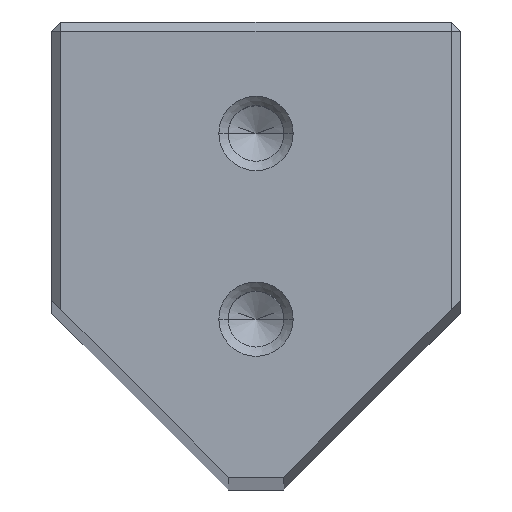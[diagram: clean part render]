
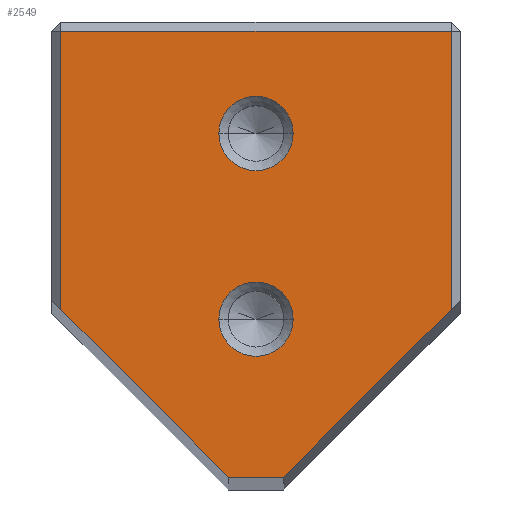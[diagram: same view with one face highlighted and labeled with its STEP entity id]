
A CAD part, top view. The second image highlights one B-rep face of the part: STEP entity #2549.
In plain terms, the highlighted planar face has unit normal (0, 0, 1).
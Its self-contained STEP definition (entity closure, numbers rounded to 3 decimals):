
#2549=ADVANCED_FACE('',(#3409,#3410,#3411),#2886,.T.);
#2886=PLANE('',#8826);
#3117=CIRCLE('',#8737,2.);
#3119=CIRCLE('',#8740,2.);
#3172=CIRCLE('',#8824,2.);
#3173=CIRCLE('',#8825,2.);
#3409=FACE_BOUND('',#3509,.T.);
#3410=FACE_BOUND('',#3510,.T.);
#3411=FACE_BOUND('',#3511,.T.);
#3509=EDGE_LOOP('',(#4277,#4278));
#3510=EDGE_LOOP('',(#4279,#4280));
#3511=EDGE_LOOP('',(#4281,#4282,#4283,#4284,#4285,#4286));
#4277=ORIENTED_EDGE('',*,*,#6651,.T.);
#4278=ORIENTED_EDGE('',*,*,#6768,.T.);
#4279=ORIENTED_EDGE('',*,*,#6647,.T.);
#4280=ORIENTED_EDGE('',*,*,#6769,.T.);
#4281=ORIENTED_EDGE('',*,*,#6749,.T.);
#4282=ORIENTED_EDGE('',*,*,#6770,.T.);
#4283=ORIENTED_EDGE('',*,*,#6771,.T.);
#4284=ORIENTED_EDGE('',*,*,#6772,.T.);
#4285=ORIENTED_EDGE('',*,*,#6755,.T.);
#4286=ORIENTED_EDGE('',*,*,#6751,.T.);
#6015=VERTEX_POINT('',#11262);
#6016=VERTEX_POINT('',#11264);
#6019=VERTEX_POINT('',#11271);
#6020=VERTEX_POINT('',#11273);
#6089=VERTEX_POINT('',#11465);
#6090=VERTEX_POINT('',#11467);
#6091=VERTEX_POINT('',#11471);
#6094=VERTEX_POINT('',#11479);
#6101=VERTEX_POINT('',#11504);
#6102=VERTEX_POINT('',#11506);
#6647=EDGE_CURVE('',#6016,#6015,#3117,.T.);
#6651=EDGE_CURVE('',#6020,#6019,#3119,.T.);
#6749=EDGE_CURVE('',#6090,#6089,#7561,.T.);
#6751=EDGE_CURVE('',#6091,#6090,#7563,.T.);
#6755=EDGE_CURVE('',#6094,#6091,#7567,.T.);
#6768=EDGE_CURVE('',#6019,#6020,#3172,.T.);
#6769=EDGE_CURVE('',#6015,#6016,#3173,.T.);
#6770=EDGE_CURVE('',#6089,#6101,#7576,.T.);
#6771=EDGE_CURVE('',#6101,#6102,#7577,.T.);
#6772=EDGE_CURVE('',#6102,#6094,#7578,.T.);
#7561=LINE('',#11466,#8247);
#7563=LINE('',#11470,#8249);
#7567=LINE('',#11478,#8253);
#7576=LINE('',#11503,#8262);
#7577=LINE('',#11505,#8263);
#7578=LINE('',#11507,#8264);
#8247=VECTOR('',#9503,1.);
#8249=VECTOR('',#9507,1.);
#8253=VECTOR('',#9513,1.);
#8262=VECTOR('',#9540,1.);
#8263=VECTOR('',#9541,1.);
#8264=VECTOR('',#9542,1.);
#8737=AXIS2_PLACEMENT_3D('',#11263,#9296,#9297);
#8740=AXIS2_PLACEMENT_3D('',#11272,#9304,#9305);
#8824=AXIS2_PLACEMENT_3D('',#11501,#9536,#9537);
#8825=AXIS2_PLACEMENT_3D('',#11502,#9538,#9539);
#8826=AXIS2_PLACEMENT_3D('',#11508,#9543,#9544);
#9296=DIRECTION('',(0.,0.,-1.));
#9297=DIRECTION('',(1.,0.,0.));
#9304=DIRECTION('',(0.,0.,-1.));
#9305=DIRECTION('',(1.,0.,0.));
#9503=DIRECTION('',(0.707,0.707,0.));
#9507=DIRECTION('',(1.,0.,0.));
#9513=DIRECTION('',(0.707,-0.707,0.));
#9536=DIRECTION('',(0.,0.,-1.));
#9537=DIRECTION('',(1.,0.,0.));
#9538=DIRECTION('',(0.,0.,-1.));
#9539=DIRECTION('',(1.,0.,0.));
#9540=DIRECTION('',(0.,1.,0.));
#9541=DIRECTION('',(-1.,0.,0.));
#9542=DIRECTION('',(0.,-1.,0.));
#9543=DIRECTION('',(0.,0.,1.));
#9544=DIRECTION('',(1.,0.,0.));
#11262=CARTESIAN_POINT('',(-2.,38.,0.));
#11263=CARTESIAN_POINT('',(0.,38.,0.));
#11264=CARTESIAN_POINT('',(2.,38.,0.));
#11271=CARTESIAN_POINT('',(-2.,28.,0.));
#11272=CARTESIAN_POINT('',(0.,28.,0.));
#11273=CARTESIAN_POINT('',(2.,28.,0.));
#11465=CARTESIAN_POINT('',(10.5,28.5,0.));
#11466=CARTESIAN_POINT('',(1.5,19.5,0.));
#11467=CARTESIAN_POINT('',(1.5,19.5,0.));
#11470=CARTESIAN_POINT('',(-1.5,19.5,0.));
#11471=CARTESIAN_POINT('',(-1.5,19.5,0.));
#11478=CARTESIAN_POINT('',(-1.5,19.5,0.));
#11479=CARTESIAN_POINT('',(-10.5,28.5,0.));
#11501=CARTESIAN_POINT('',(0.,28.,0.));
#11502=CARTESIAN_POINT('',(0.,38.,0.));
#11503=CARTESIAN_POINT('',(10.5,18.,0.));
#11504=CARTESIAN_POINT('',(10.5,43.5,0.));
#11505=CARTESIAN_POINT('',(0.,43.5,0.));
#11506=CARTESIAN_POINT('',(-10.5,43.5,0.));
#11507=CARTESIAN_POINT('',(-10.5,18.,0.));
#11508=CARTESIAN_POINT('',(0.,18.,0.));
